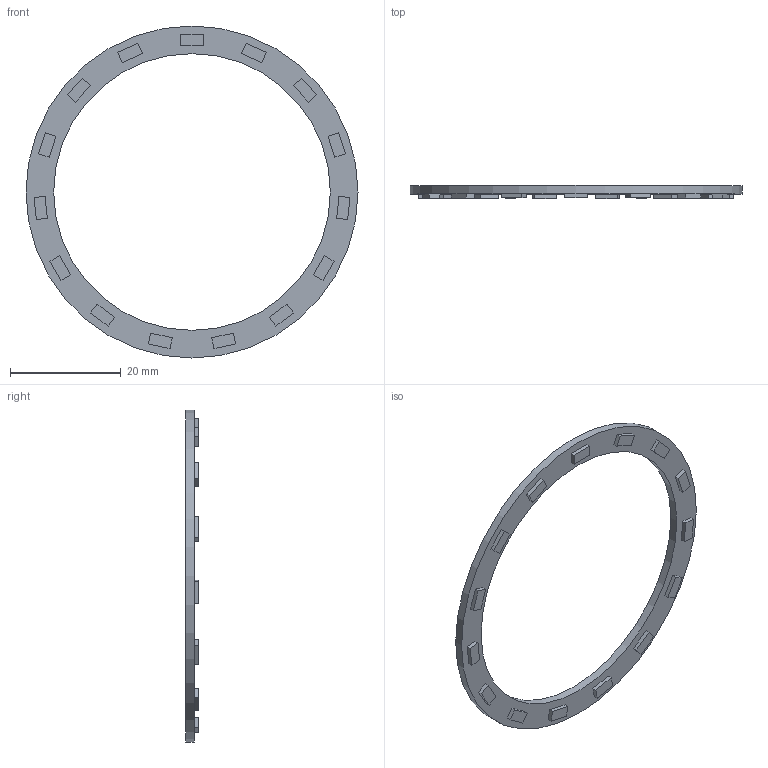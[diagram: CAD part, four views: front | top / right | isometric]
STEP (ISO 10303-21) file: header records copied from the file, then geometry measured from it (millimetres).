
FILE_DESCRIPTION(/* description */ (''),/* implementation_level */ '2;1');
FILE_NAME(/* name */ 'ELEC_RingLights_AE60-G15.ipt.stp',/* time_stamp */ '2016-01-07T16:39:27-08:00',/* author */ ('Autodesk Inc.'),/* organization */ ('Autodesk Inc.'),/* preprocessor_version */ 'ST-DEVELOPER v16.1',/* originating_system */ 'Autodesk Inventor 2016',/* authorisation */ '');
FILE_SCHEMA (('AUTOMOTIVE_DESIGN { 1 0 10303 214 3 1 1 }'));
Length unit declared in the file: millimetre
Products named in the file (1): ELEC_RingLights_AE60-G15
Bounding box: 60 x 2.25 x 60 mm (x, y, z)
Volume: 1385.9 mm3; surface area: 2381.2 mm2
Topology: 1 solids, 1 shells, 79 faces, 186 edges, 124 vertices
Faces by surface type: plane 77, cylinder 2
Full cylindrical faces by diameter (mm): 50 x1, 60 x1
Entity records: 2324 total; most frequent: CARTESIAN_POINT 388, ORIENTED_EDGE 368, DIRECTION 348, EDGE_CURVE 184, LINE 180, VECTOR 180, VERTEX_POINT 124, EDGE_LOOP 98
